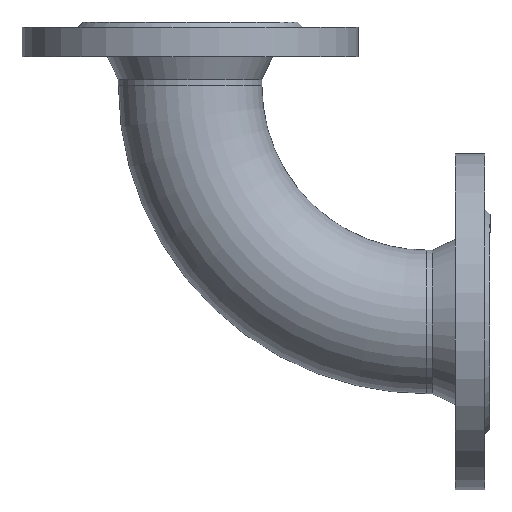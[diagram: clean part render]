
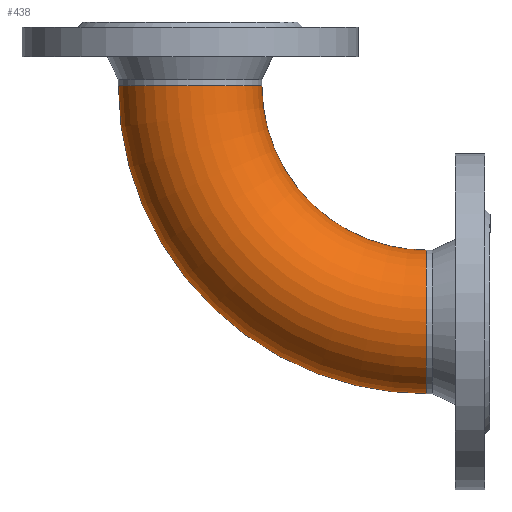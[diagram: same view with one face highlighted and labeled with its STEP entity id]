
A CAD part, front view. The second image highlights one B-rep face of the part: STEP entity #438.
In plain terms, the highlighted toroidal (fillet/blend) face has major radius 130 mm and minor radius 39.5 mm.
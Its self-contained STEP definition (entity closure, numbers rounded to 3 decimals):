
#3 = DIRECTION ( 'NONE',  ( 0., 0., -1. ) ) ;
#4 = DIRECTION ( 'NONE',  ( 0., -1., 0. ) ) ;
#5 = CARTESIAN_POINT ( 'NONE',  ( 130., 0., -32. ) ) ;
#85 = CARTESIAN_POINT ( 'NONE',  ( 0., 0., -32. ) ) ;
#86 = DIRECTION ( 'NONE',  ( 0., 0., 1. ) ) ;
#87 = DIRECTION ( 'NONE',  ( 1., 0., 0. ) ) ;
#172 = CARTESIAN_POINT ( 'NONE',  ( 39.5, 0., -32. ) ) ;
#181 = CARTESIAN_POINT ( 'NONE',  ( 130., 0., -162. ) ) ;
#182 = DIRECTION ( 'NONE',  ( -1., 0., 0. ) ) ;
#183 = DIRECTION ( 'NONE',  ( 0., 0., 1. ) ) ;
#219 = CARTESIAN_POINT ( 'NONE',  ( 130., 0., -122.5 ) ) ;
#243 = FACE_OUTER_BOUND ( 'NONE', #669, .T. ) ;
#244 = TOROIDAL_SURFACE ( 'NONE', #623, 130., 39.5 ) ;
#327 = CIRCLE ( 'NONE', #527, 39.5 ) ;
#342 = VERTEX_POINT ( 'NONE', #172 ) ;
#362 = CIRCLE ( 'NONE', #501, 39.5 ) ;
#396 = VERTEX_POINT ( 'NONE', #219 ) ;
#438 = ADVANCED_FACE ( 'NONE', ( #243, #605 ), #244, .T. ) ;
#501 = AXIS2_PLACEMENT_3D ( 'NONE', #181, #182, #183 ) ;
#527 = AXIS2_PLACEMENT_3D ( 'NONE', #85, #86, #87 ) ;
#547 = ORIENTED_EDGE ( 'NONE', *, *, #612, .F. ) ;
#549 = ORIENTED_EDGE ( 'NONE', *, *, #654, .T. ) ;
#605 = FACE_OUTER_BOUND ( 'NONE', #660, .T. ) ;
#612 = EDGE_CURVE ( 'NONE', #342, #342, #327, .T. ) ;
#623 = AXIS2_PLACEMENT_3D ( 'NONE', #5, #4, #3 ) ;
#654 = EDGE_CURVE ( 'NONE', #396, #396, #362, .T. ) ;
#660 = EDGE_LOOP ( 'NONE', ( #549 ) ) ;
#669 = EDGE_LOOP ( 'NONE', ( #547 ) ) ;
